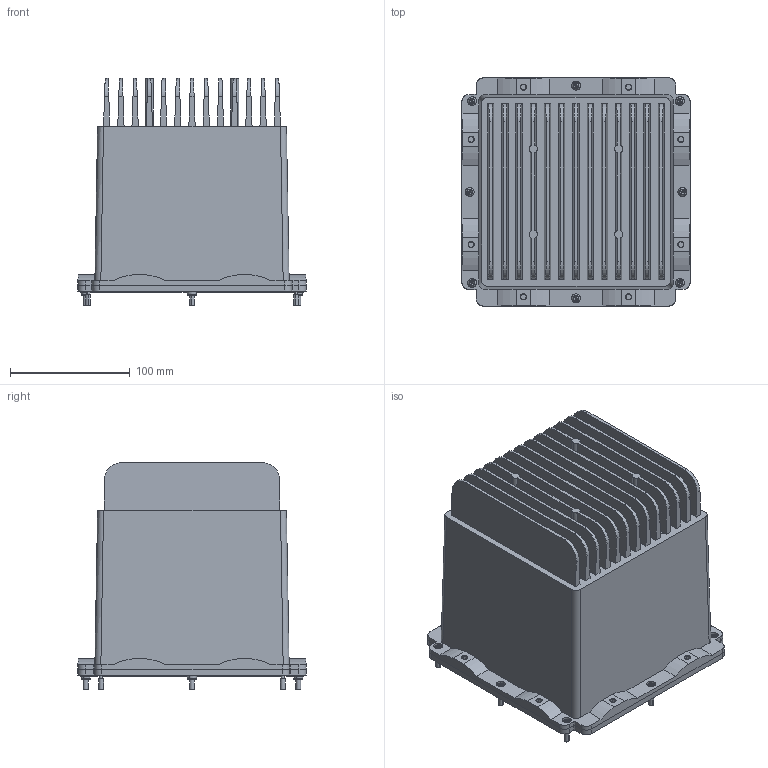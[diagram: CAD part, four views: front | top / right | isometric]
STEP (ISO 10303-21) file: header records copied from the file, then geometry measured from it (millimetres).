
FILE_DESCRIPTION(('CATIA V5 STEP Exchange','CAx-IF Rec.Pracs.--- Model Styling and Organization---1.4--- 2014-01-23'),'2;1');
FILE_NAME ('736845-3_5_2659740000_S3D_2659740000.stp','2022-05-18T09:38:04+00:00',('none'),('Weidmueller'),'CATIA Version 5-6 Release 2016 SP3 HF44','CATIA V5 STEP AP214','none');
FILE_SCHEMA(('AUTOMOTIVE_DESIGN { 1 0 10303 214 1 1 1 1 }'));
Products named in the file (1): S3D_2659740000
Bounding box: 191 x 191 x 190 mm (x, y, z)
Volume: 907506.3 mm3; surface area: 424043.9 mm2
Topology: 2 solids, 2 shells, 1802 faces, 4450 edges, 2724 vertices
Faces by surface type: plane 716, cylinder 532, torus 270, cone 158, bspline 94, sphere 32
Entity records: 57246 total; most frequent: CARTESIAN_POINT 17859, ORIENTED_EDGE 8868, DIRECTION 5726, EDGE_CURVE 4434, VERTEX_POINT 2724, AXIS2_PLACEMENT_3D 2452, VECTOR 2193, LINE 2193
